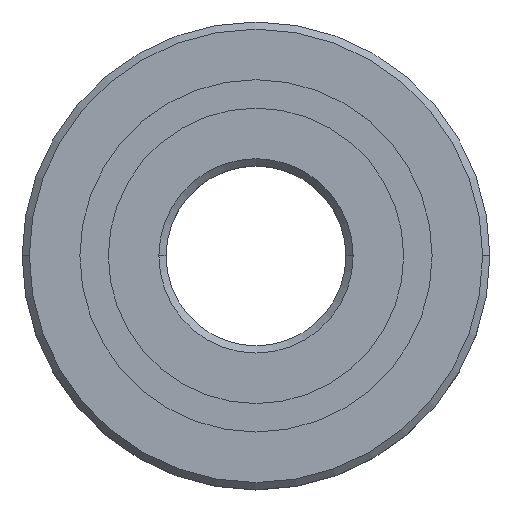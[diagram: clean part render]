
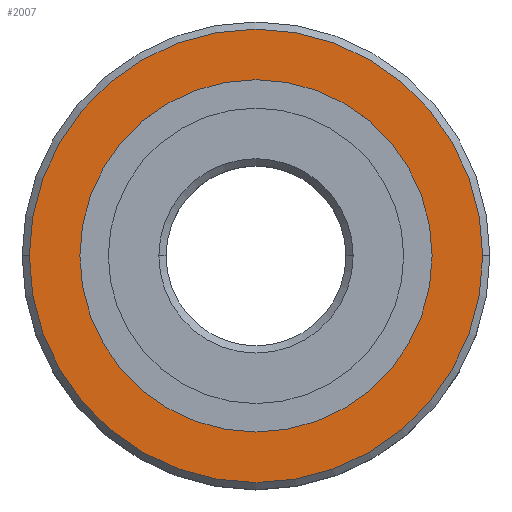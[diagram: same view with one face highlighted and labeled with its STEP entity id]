
A CAD part, top view. The second image highlights one B-rep face of the part: STEP entity #2007.
In plain terms, the highlighted planar face has unit normal (0, 0, 1).
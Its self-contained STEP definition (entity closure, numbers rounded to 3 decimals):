
#24 = DIRECTION ( 'NONE',  ( 1., 0., 0. ) ) ;
#68 = DIRECTION ( 'NONE',  ( -1., 0., 0. ) ) ;
#73 = CIRCLE ( 'NONE', #350, 9.791 ) ;
#78 = AXIS2_PLACEMENT_3D ( 'NONE', #1017, #856, #24 ) ;
#341 = EDGE_CURVE ( 'NONE', #1781, #629, #73, .T. ) ;
#350 = AXIS2_PLACEMENT_3D ( 'NONE', #2024, #638, #1262 ) ;
#364 = FACE_OUTER_BOUND ( 'NONE', #1134, .T. ) ;
#384 = DIRECTION ( 'NONE',  ( 1., 0., 0. ) ) ;
#394 = CARTESIAN_POINT ( 'NONE',  ( 0., 12.6, 4. ) ) ;
#395 = ORIENTED_EDGE ( 'NONE', *, *, #865, .T. ) ;
#518 = AXIS2_PLACEMENT_3D ( 'NONE', #1042, #694, #1880 ) ;
#629 = VERTEX_POINT ( 'NONE', #1735 ) ;
#638 = DIRECTION ( 'NONE',  ( 0., 0., 1. ) ) ;
#694 = DIRECTION ( 'NONE',  ( 0., 0., 1. ) ) ;
#831 = EDGE_CURVE ( 'NONE', #1836, #2040, #1777, .T. ) ;
#847 = CIRCLE ( 'NONE', #1113, 12.6 ) ;
#856 = DIRECTION ( 'NONE',  ( 0., 0., 1. ) ) ;
#865 = EDGE_CURVE ( 'NONE', #2040, #1836, #847, .T. ) ;
#1017 = CARTESIAN_POINT ( 'NONE',  ( 0., 0., 4. ) ) ;
#1026 = PLANE ( 'NONE',  #1302 ) ;
#1042 = CARTESIAN_POINT ( 'NONE',  ( 0., 0., 4. ) ) ;
#1113 = AXIS2_PLACEMENT_3D ( 'NONE', #1222, #1202, #384 ) ;
#1134 = EDGE_LOOP ( 'NONE', ( #1483, #395 ) ) ;
#1202 = DIRECTION ( 'NONE',  ( 0., 0., 1. ) ) ;
#1207 = EDGE_LOOP ( 'NONE', ( #2073, #1816 ) ) ;
#1222 = CARTESIAN_POINT ( 'NONE',  ( 0., 0., 4. ) ) ;
#1232 = FACE_BOUND ( 'NONE', #1207, .T. ) ;
#1262 = DIRECTION ( 'NONE',  ( 1., 0., 0. ) ) ;
#1302 = AXIS2_PLACEMENT_3D ( 'NONE', #394, #1565, #68 ) ;
#1353 = CARTESIAN_POINT ( 'NONE',  ( -12.6, 0., 4. ) ) ;
#1483 = ORIENTED_EDGE ( 'NONE', *, *, #831, .T. ) ;
#1565 = DIRECTION ( 'NONE',  ( 0., 0., -1. ) ) ;
#1692 = CARTESIAN_POINT ( 'NONE',  ( -9.791, 0., 4. ) ) ;
#1735 = CARTESIAN_POINT ( 'NONE',  ( 9.791, 0., 4. ) ) ;
#1751 = CARTESIAN_POINT ( 'NONE',  ( 12.6, 0., 4. ) ) ;
#1777 = CIRCLE ( 'NONE', #518, 12.6 ) ;
#1781 = VERTEX_POINT ( 'NONE', #1692 ) ;
#1816 = ORIENTED_EDGE ( 'NONE', *, *, #341, .F. ) ;
#1826 = EDGE_CURVE ( 'NONE', #629, #1781, #2142, .T. ) ;
#1836 = VERTEX_POINT ( 'NONE', #1353 ) ;
#1880 = DIRECTION ( 'NONE',  ( 1., 0., 0. ) ) ;
#2007 = ADVANCED_FACE ( 'NONE', ( #1232, #364 ), #1026, .F. ) ;
#2024 = CARTESIAN_POINT ( 'NONE',  ( 0., 0., 4. ) ) ;
#2040 = VERTEX_POINT ( 'NONE', #1751 ) ;
#2073 = ORIENTED_EDGE ( 'NONE', *, *, #1826, .F. ) ;
#2142 = CIRCLE ( 'NONE', #78, 9.791 ) ;
